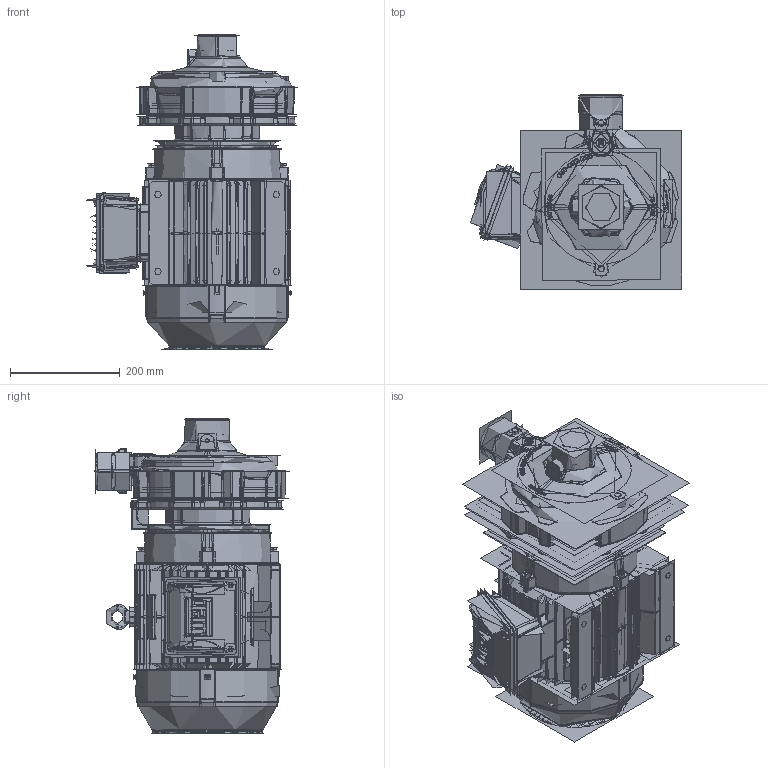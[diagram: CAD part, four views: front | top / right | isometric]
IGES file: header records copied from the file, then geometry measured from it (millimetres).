
Start section:  PTC IGES file: 87239952-00 050-032-200 R 10 T 2P 60 4V,RT.igs
Bounding box: 384.65 x 354.4 x 572.65 mm (x, y, z)
Volume: 20656057.1 mm3; surface area: 9759640.7 mm2
Topology: 6 solids, 23 shells, 9960 faces, 47446 edges, 57545 vertices
Faces by surface type: bspline 8120, revolution 1840
